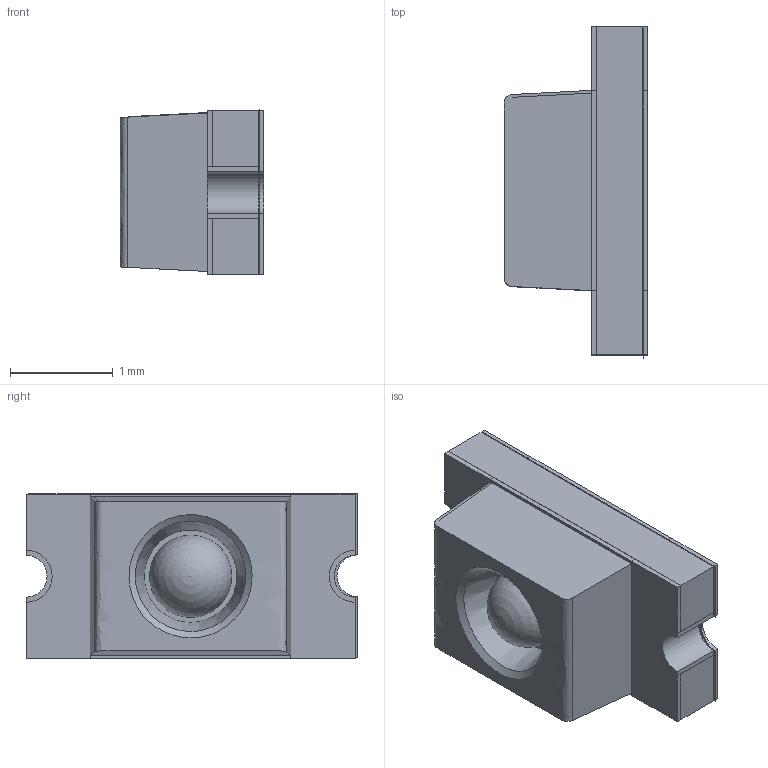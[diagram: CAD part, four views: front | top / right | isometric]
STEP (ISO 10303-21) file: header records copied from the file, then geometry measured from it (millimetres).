
FILE_DESCRIPTION(/* description */ (''),/* implementation_level */ '2;1');
FILE_NAME(/* name */ 'SM1206XXC-IL v4.step',/* time_stamp */ '2023-12-19T17:28:07+01:00',/* author */ (''),/* organization */ (''),/* preprocessor_version */ 'ST-DEVELOPER v20',/* originating_system */ 'Autodesk Translation Framework v12.9.0.99',/* authorisation */ '');
FILE_SCHEMA (('AUTOMOTIVE_DESIGN { 1 0 10303 214 3 1 1 }'));
Length unit declared in the file: inch
Products named in the file (2): SM1206XXC-IL; SM1206XXC-IL_1
Assembly tree (1 placements, depth 2):
  SM1206XXC-IL
    SM1206XXC-IL_1
Bounding box: 1.4 x 3.23 x 1.61 mm (x, y, z)
Volume: 5 mm3; surface area: 50.5 mm2
Topology: 9 solids, 11 shells, 78 faces, 179 edges, 122 vertices
Faces by surface type: plane 64, cylinder 10, bspline 2, cone 1, sphere 1
Entity records: 2475 total; most frequent: CARTESIAN_POINT 559, DIRECTION 358, ORIENTED_EDGE 344, EDGE_CURVE 178, LINE 148, VECTOR 148, VERTEX_POINT 122, AXIS2_PLACEMENT_3D 105
